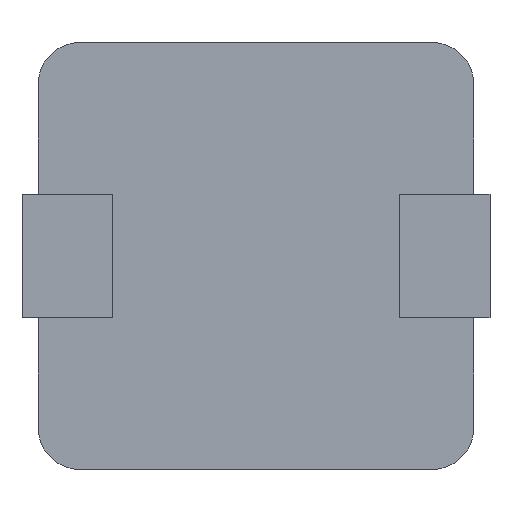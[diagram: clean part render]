
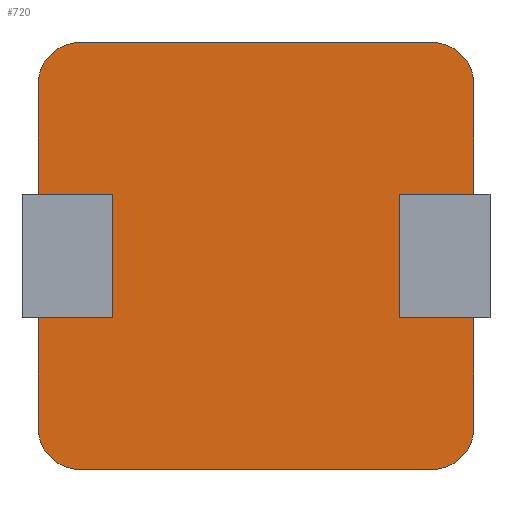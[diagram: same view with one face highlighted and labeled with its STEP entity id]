
A CAD part, front view. The second image highlights one B-rep face of the part: STEP entity #720.
In plain terms, the highlighted planar face has unit normal (0, -1, 0).
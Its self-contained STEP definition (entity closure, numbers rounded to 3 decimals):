
#4 = CARTESIAN_POINT ( 'NONE',  ( -2.15, 0., -0.75 ) ) ;
#20 = CARTESIAN_POINT ( 'NONE',  ( -2.65, 0., -2.1 ) ) ;
#21 = CARTESIAN_POINT ( 'NONE',  ( 1.75, 0., 2.1 ) ) ;
#41 = CARTESIAN_POINT ( 'NONE',  ( -1.75, 0., 0.75 ) ) ;
#46 = AXIS2_PLACEMENT_3D ( 'NONE', #93, #1173, #721 ) ;
#55 = AXIS2_PLACEMENT_3D ( 'NONE', #972, #536, #1429 ) ;
#57 = ORIENTED_EDGE ( 'NONE', *, *, #111, .F. ) ;
#63 = VERTEX_POINT ( 'NONE', #225 ) ;
#79 = VERTEX_POINT ( 'NONE', #1001 ) ;
#83 = ORIENTED_EDGE ( 'NONE', *, *, #1192, .F. ) ;
#89 = CIRCLE ( 'NONE', #884, 0.5 ) ;
#93 = CARTESIAN_POINT ( 'NONE',  ( -2.15, 0., 2.1 ) ) ;
#111 = EDGE_CURVE ( 'NONE', #332, #1417, #872, .T. ) ;
#112 = CARTESIAN_POINT ( 'NONE',  ( -2.15, 0., 2.6 ) ) ;
#119 = ORIENTED_EDGE ( 'NONE', *, *, #1200, .F. ) ;
#131 = DIRECTION ( 'NONE',  ( 0., 1., 0. ) ) ;
#139 = ORIENTED_EDGE ( 'NONE', *, *, #816, .F. ) ;
#143 = CIRCLE ( 'NONE', #516, 0.5 ) ;
#148 = CARTESIAN_POINT ( 'NONE',  ( -1.75, 0., -0.75 ) ) ;
#178 = CIRCLE ( 'NONE', #55, 0.5 ) ;
#194 = DIRECTION ( 'NONE',  ( 1., 0., 0. ) ) ;
#202 = LINE ( 'NONE', #333, #253 ) ;
#214 = LINE ( 'NONE', #429, #1226 ) ;
#225 = CARTESIAN_POINT ( 'NONE',  ( -2.65, 0., 0.75 ) ) ;
#227 = LINE ( 'NONE', #1338, #391 ) ;
#236 = EDGE_CURVE ( 'NONE', #63, #675, #646, .T. ) ;
#253 = VECTOR ( 'NONE', #1098, 1000. ) ;
#257 = VERTEX_POINT ( 'NONE', #857 ) ;
#269 = VERTEX_POINT ( 'NONE', #794 ) ;
#278 = ORIENTED_EDGE ( 'NONE', *, *, #1212, .F. ) ;
#305 = LINE ( 'NONE', #623, #779 ) ;
#306 = CARTESIAN_POINT ( 'NONE',  ( -2.15, 0., 0.75 ) ) ;
#327 = CARTESIAN_POINT ( 'NONE',  ( -2.15, 0., 2.1 ) ) ;
#332 = VERTEX_POINT ( 'NONE', #572 ) ;
#333 = CARTESIAN_POINT ( 'NONE',  ( -2.65, 0., -2.1 ) ) ;
#360 = CARTESIAN_POINT ( 'NONE',  ( -2.15, 0., -2.1 ) ) ;
#361 = DIRECTION ( 'NONE',  ( 1., 0., 0. ) ) ;
#362 = VECTOR ( 'NONE', #1418, 1000. ) ;
#391 = VECTOR ( 'NONE', #361, 1000. ) ;
#405 = VERTEX_POINT ( 'NONE', #886 ) ;
#420 = CARTESIAN_POINT ( 'NONE',  ( 1.75, 0., -0.75 ) ) ;
#429 = CARTESIAN_POINT ( 'NONE',  ( 2.65, 0., -2.1 ) ) ;
#446 = CARTESIAN_POINT ( 'NONE',  ( -2.15, 0., -2.6 ) ) ;
#449 = LINE ( 'NONE', #853, #1330 ) ;
#462 = LINE ( 'NONE', #112, #1223 ) ;
#471 = LINE ( 'NONE', #4, #737 ) ;
#474 = CARTESIAN_POINT ( 'NONE',  ( 2.15, 0., -2.6 ) ) ;
#481 = ORIENTED_EDGE ( 'NONE', *, *, #236, .T. ) ;
#482 = VERTEX_POINT ( 'NONE', #749 ) ;
#502 = ORIENTED_EDGE ( 'NONE', *, *, #931, .F. ) ;
#504 = EDGE_CURVE ( 'NONE', #949, #1426, #462, .T. ) ;
#515 = VERTEX_POINT ( 'NONE', #1115 ) ;
#516 = AXIS2_PLACEMENT_3D ( 'NONE', #327, #1314, #753 ) ;
#519 = EDGE_CURVE ( 'NONE', #332, #621, #227, .T. ) ;
#529 = VECTOR ( 'NONE', #1435, 1000. ) ;
#534 = EDGE_CURVE ( 'NONE', #1426, #405, #1177, .T. ) ;
#536 = DIRECTION ( 'NONE',  ( 0., 1., 0. ) ) ;
#550 = CARTESIAN_POINT ( 'NONE',  ( 2.15, 0., 2.1 ) ) ;
#568 = DIRECTION ( 'NONE',  ( 0., 0., 1. ) ) ;
#572 = CARTESIAN_POINT ( 'NONE',  ( 1.75, 0., 0.75 ) ) ;
#576 = ORIENTED_EDGE ( 'NONE', *, *, #1427, .F. ) ;
#621 = VERTEX_POINT ( 'NONE', #1216 ) ;
#623 = CARTESIAN_POINT ( 'NONE',  ( -2.15, 0., -0.75 ) ) ;
#626 = ORIENTED_EDGE ( 'NONE', *, *, #1298, .F. ) ;
#633 = DIRECTION ( 'NONE',  ( 0., 0., -1. ) ) ;
#646 = LINE ( 'NONE', #306, #870 ) ;
#648 = LINE ( 'NONE', #880, #728 ) ;
#665 = CARTESIAN_POINT ( 'NONE',  ( -2.15, 0., 2.6 ) ) ;
#675 = VERTEX_POINT ( 'NONE', #41 ) ;
#713 = VERTEX_POINT ( 'NONE', #148 ) ;
#720 = ADVANCED_FACE ( 'NONE', ( #800 ), #1243, .F. ) ;
#721 = DIRECTION ( 'NONE',  ( 0., 0., 1. ) ) ;
#728 = VECTOR ( 'NONE', #770, 1000. ) ;
#737 = VECTOR ( 'NONE', #999, 1000. ) ;
#738 = DIRECTION ( 'NONE',  ( 0., 0., 1. ) ) ;
#742 = AXIS2_PLACEMENT_3D ( 'NONE', #550, #131, #568 ) ;
#749 = CARTESIAN_POINT ( 'NONE',  ( -2.65, 0., -2.1 ) ) ;
#753 = DIRECTION ( 'NONE',  ( 0., 0., 1. ) ) ;
#770 = DIRECTION ( 'NONE',  ( 0., 0., -1. ) ) ;
#779 = VECTOR ( 'NONE', #961, 1000. ) ;
#783 = DIRECTION ( 'NONE',  ( 0., 1., 0. ) ) ;
#794 = CARTESIAN_POINT ( 'NONE',  ( -2.65, 0., 2.1 ) ) ;
#795 = VECTOR ( 'NONE', #881, 1000. ) ;
#800 = FACE_OUTER_BOUND ( 'NONE', #1016, .T. ) ;
#801 = ORIENTED_EDGE ( 'NONE', *, *, #519, .T. ) ;
#816 = EDGE_CURVE ( 'NONE', #1286, #257, #648, .T. ) ;
#825 = CARTESIAN_POINT ( 'NONE',  ( 2.15, 0., 2.6 ) ) ;
#833 = ORIENTED_EDGE ( 'NONE', *, *, #1171, .F. ) ;
#843 = LINE ( 'NONE', #446, #362 ) ;
#853 = CARTESIAN_POINT ( 'NONE',  ( -1.75, 0., 2.1 ) ) ;
#857 = CARTESIAN_POINT ( 'NONE',  ( 2.65, 0., -2.1 ) ) ;
#870 = VECTOR ( 'NONE', #194, 1000. ) ;
#872 = LINE ( 'NONE', #21, #795 ) ;
#880 = CARTESIAN_POINT ( 'NONE',  ( 2.65, 0., -2.1 ) ) ;
#881 = DIRECTION ( 'NONE',  ( 0., 0., -1. ) ) ;
#884 = AXIS2_PLACEMENT_3D ( 'NONE', #360, #783, #738 ) ;
#886 = CARTESIAN_POINT ( 'NONE',  ( 2.65, 0., 2.1 ) ) ;
#893 = EDGE_CURVE ( 'NONE', #482, #515, #1196, .T. ) ;
#904 = EDGE_CURVE ( 'NONE', #675, #713, #449, .T. ) ;
#917 = ORIENTED_EDGE ( 'NONE', *, *, #504, .F. ) ;
#931 = EDGE_CURVE ( 'NONE', #79, #482, #89, .T. ) ;
#949 = VERTEX_POINT ( 'NONE', #665 ) ;
#961 = DIRECTION ( 'NONE',  ( 1., 0., 0. ) ) ;
#972 = CARTESIAN_POINT ( 'NONE',  ( 2.15, 0., -2.1 ) ) ;
#974 = EDGE_CURVE ( 'NONE', #63, #269, #202, .T. ) ;
#999 = DIRECTION ( 'NONE',  ( 1., 0., 0. ) ) ;
#1001 = CARTESIAN_POINT ( 'NONE',  ( -2.15, 0., -2.6 ) ) ;
#1016 = EDGE_LOOP ( 'NONE', ( #57, #801, #833, #1351, #917, #278, #1133, #481, #1261, #626, #1262, #502, #119, #83, #139, #576 ) ) ;
#1098 = DIRECTION ( 'NONE',  ( 0., 0., 1. ) ) ;
#1115 = CARTESIAN_POINT ( 'NONE',  ( -2.65, 0., -0.75 ) ) ;
#1133 = ORIENTED_EDGE ( 'NONE', *, *, #974, .F. ) ;
#1171 = EDGE_CURVE ( 'NONE', #405, #621, #214, .T. ) ;
#1173 = DIRECTION ( 'NONE',  ( 0., 1., 0. ) ) ;
#1177 = CIRCLE ( 'NONE', #742, 0.5 ) ;
#1192 = EDGE_CURVE ( 'NONE', #257, #1229, #178, .T. ) ;
#1196 = LINE ( 'NONE', #20, #529 ) ;
#1200 = EDGE_CURVE ( 'NONE', #1229, #79, #843, .T. ) ;
#1204 = CARTESIAN_POINT ( 'NONE',  ( 2.65, 0., -0.75 ) ) ;
#1212 = EDGE_CURVE ( 'NONE', #269, #949, #143, .T. ) ;
#1216 = CARTESIAN_POINT ( 'NONE',  ( 2.65, 0., 0.75 ) ) ;
#1223 = VECTOR ( 'NONE', #1432, 1000. ) ;
#1226 = VECTOR ( 'NONE', #633, 1000. ) ;
#1229 = VERTEX_POINT ( 'NONE', #474 ) ;
#1243 = PLANE ( 'NONE',  #46 ) ;
#1261 = ORIENTED_EDGE ( 'NONE', *, *, #904, .T. ) ;
#1262 = ORIENTED_EDGE ( 'NONE', *, *, #893, .F. ) ;
#1286 = VERTEX_POINT ( 'NONE', #1204 ) ;
#1298 = EDGE_CURVE ( 'NONE', #515, #713, #471, .T. ) ;
#1301 = DIRECTION ( 'NONE',  ( 0., 0., -1. ) ) ;
#1314 = DIRECTION ( 'NONE',  ( 0., 1., 0. ) ) ;
#1330 = VECTOR ( 'NONE', #1301, 1000. ) ;
#1338 = CARTESIAN_POINT ( 'NONE',  ( -2.15, 0., 0.75 ) ) ;
#1351 = ORIENTED_EDGE ( 'NONE', *, *, #534, .F. ) ;
#1417 = VERTEX_POINT ( 'NONE', #420 ) ;
#1418 = DIRECTION ( 'NONE',  ( -1., 0., 0. ) ) ;
#1426 = VERTEX_POINT ( 'NONE', #825 ) ;
#1427 = EDGE_CURVE ( 'NONE', #1417, #1286, #305, .T. ) ;
#1429 = DIRECTION ( 'NONE',  ( 0., 0., -1. ) ) ;
#1432 = DIRECTION ( 'NONE',  ( 1., 0., 0. ) ) ;
#1435 = DIRECTION ( 'NONE',  ( 0., 0., 1. ) ) ;
